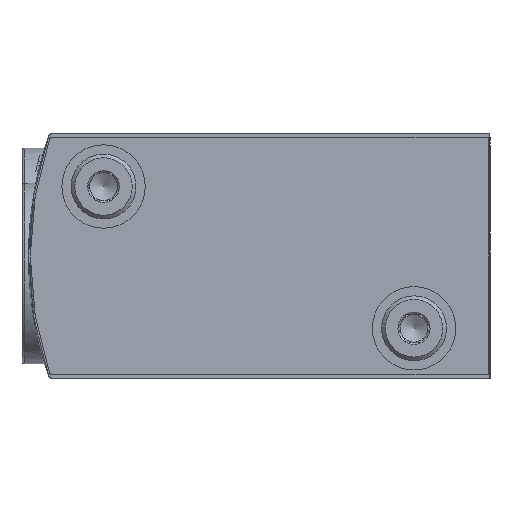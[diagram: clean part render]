
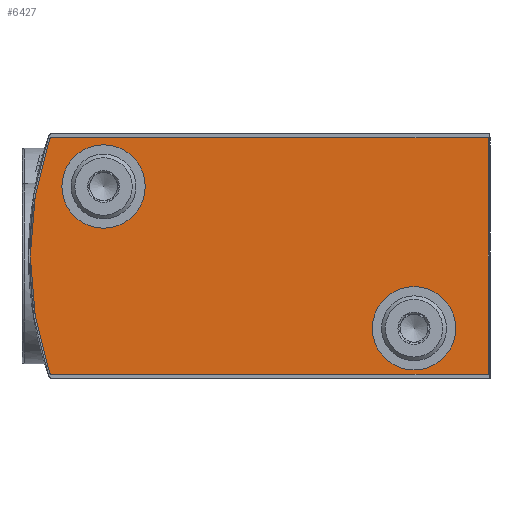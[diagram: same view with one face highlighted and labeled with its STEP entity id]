
A CAD part, left-side view. The second image highlights one B-rep face of the part: STEP entity #6427.
In plain terms, the highlighted planar face has unit normal (-1, 0, 0).
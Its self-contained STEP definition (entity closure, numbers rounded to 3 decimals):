
#791=LINE('',#10840,#1375);
#794=LINE('',#10846,#1378);
#797=LINE('',#10852,#1381);
#1375=VECTOR('',#8856,1000.);
#1378=VECTOR('',#8861,1000.);
#1381=VECTOR('',#8866,1000.);
#3031=ORIENTED_EDGE('',*,*,#3971,.T.);
#3032=ORIENTED_EDGE('',*,*,#3972,.T.);
#3033=ORIENTED_EDGE('',*,*,#3955,.F.);
#3034=ORIENTED_EDGE('',*,*,#3950,.F.);
#3035=ORIENTED_EDGE('',*,*,#3967,.F.);
#3036=ORIENTED_EDGE('',*,*,#3964,.F.);
#3037=ORIENTED_EDGE('',*,*,#3961,.F.);
#3038=ORIENTED_EDGE('',*,*,#3958,.F.);
#3950=EDGE_CURVE('',#4585,#4586,#4868,.T.);
#3955=EDGE_CURVE('',#4586,#4590,#4870,.T.);
#3958=EDGE_CURVE('',#4590,#4592,#791,.T.);
#3961=EDGE_CURVE('',#4592,#4594,#794,.T.);
#3964=EDGE_CURVE('',#4594,#4596,#797,.T.);
#3967=EDGE_CURVE('',#4596,#4585,#4872,.T.);
#3971=EDGE_CURVE('',#4600,#4600,#4876,.T.);
#3972=EDGE_CURVE('',#4601,#4601,#4877,.T.);
#4585=VERTEX_POINT('',#10814);
#4586=VERTEX_POINT('',#10815);
#4590=VERTEX_POINT('',#10835);
#4592=VERTEX_POINT('',#10841);
#4594=VERTEX_POINT('',#10847);
#4596=VERTEX_POINT('',#10853);
#4600=VERTEX_POINT('',#10867);
#4601=VERTEX_POINT('',#10869);
#4868=CIRCLE('',#7069,39.5);
#4870=CIRCLE('',#7072,0.2);
#4872=CIRCLE('',#7078,0.2);
#4876=CIRCLE('',#7084,4.5);
#4877=CIRCLE('',#7085,4.5);
#5322=EDGE_LOOP('',(#3031));
#5323=EDGE_LOOP('',(#3032));
#5324=EDGE_LOOP('',(#3033,#3034,#3035,#3036,#3037,#3038));
#5808=FACE_BOUND('',#5322,.T.);
#5809=FACE_BOUND('',#5323,.T.);
#5810=FACE_BOUND('',#5324,.T.);
#6078=PLANE('',#7083);
#6427=ADVANCED_FACE('',(#5808,#5809,#5810),#6078,.F.);
#7069=AXIS2_PLACEMENT_3D('',#10813,#8841,#8842);
#7072=AXIS2_PLACEMENT_3D('',#10834,#8849,#8850);
#7078=AXIS2_PLACEMENT_3D('',#10858,#8871,#8872);
#7083=AXIS2_PLACEMENT_3D('',#10865,#8881,#8882);
#7084=AXIS2_PLACEMENT_3D('',#10866,#8883,#8884);
#7085=AXIS2_PLACEMENT_3D('',#10868,#8885,#8886);
#8841=DIRECTION('',(1.,0.,0.));
#8842=DIRECTION('',(0.,0.,-1.));
#8849=DIRECTION('',(1.,0.,0.));
#8850=DIRECTION('',(0.,0.,-1.));
#8856=DIRECTION('',(0.,-1.,0.));
#8861=DIRECTION('',(0.,0.,-1.));
#8866=DIRECTION('',(0.,1.,0.));
#8871=DIRECTION('',(1.,0.,0.));
#8872=DIRECTION('',(0.,0.,-1.));
#8881=DIRECTION('',(1.,0.,0.));
#8882=DIRECTION('',(0.,0.,-1.));
#8883=DIRECTION('',(1.,0.,0.));
#8884=DIRECTION('',(0.,0.,-1.));
#8885=DIRECTION('',(1.,0.,0.));
#8886=DIRECTION('',(0.,0.,-1.));
#10813=CARTESIAN_POINT('',(0.,10.1,0.));
#10814=CARTESIAN_POINT('',(0.,47.532,-12.614));
#10815=CARTESIAN_POINT('',(0.,47.532,12.614));
#10834=CARTESIAN_POINT('',(0.,47.342,12.55));
#10835=CARTESIAN_POINT('',(0.,47.342,12.75));
#10840=CARTESIAN_POINT('',(0.,47.342,12.75));
#10841=CARTESIAN_POINT('',(0.,0.2,12.75));
#10846=CARTESIAN_POINT('',(0.,0.2,12.75));
#10847=CARTESIAN_POINT('',(0.,0.2,-12.75));
#10852=CARTESIAN_POINT('',(0.,0.2,-12.75));
#10853=CARTESIAN_POINT('',(0.,47.342,-12.75));
#10858=CARTESIAN_POINT('',(0.,47.342,-12.55));
#10865=CARTESIAN_POINT('',(0.,47.342,12.55));
#10866=CARTESIAN_POINT('',(0.,41.7,7.5));
#10867=CARTESIAN_POINT('',(0.,41.7,3.));
#10868=CARTESIAN_POINT('',(0.,8.2,-7.8));
#10869=CARTESIAN_POINT('',(0.,8.2,-12.3));
